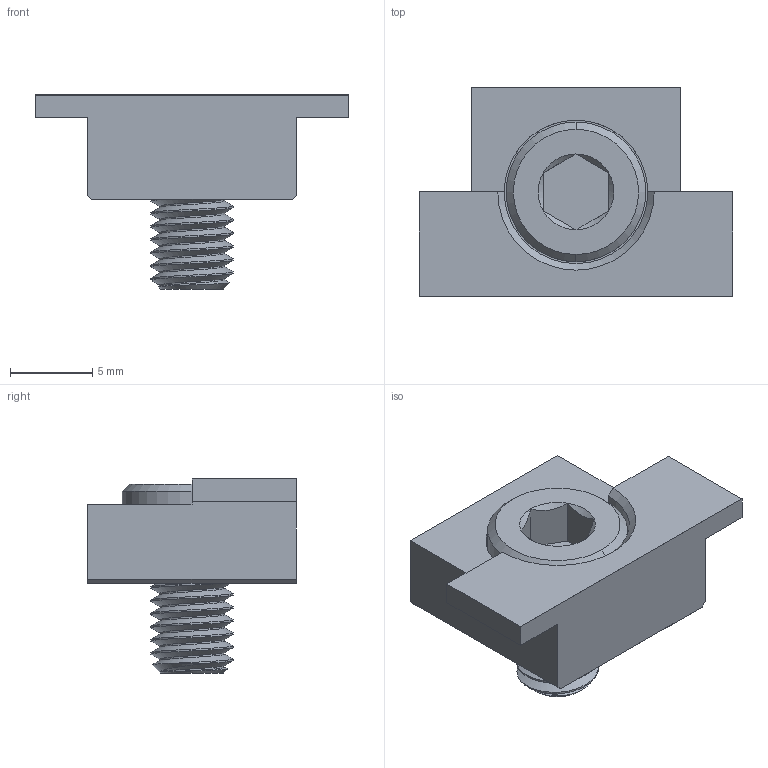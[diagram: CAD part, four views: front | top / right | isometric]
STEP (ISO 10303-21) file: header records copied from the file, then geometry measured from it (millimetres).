
FILE_DESCRIPTION (( 'STEP AP203' ), '1' );
FILE_NAME ('33020.STEP', '2020-03-09T15:07:29', ( 'tkrafton' ), ( 'Microsoft' ), 'SwSTEP 2.0', 'SolidWorks 2018', '' );
FILE_SCHEMA (( 'CONFIG_CONTROL_DESIGN' ));
Length unit declared in the file: inch
Products named in the file (3): 33020; 320201_320201; M58MM LHCS_M58MM LHCS
Assembly tree (2 placements, depth 2):
  33020
    320201_320201
    M58MM LHCS_M58MM LHCS
Bounding box: 19.05 x 12.7 x 11.81 mm (x, y, z)
Volume: 1003.5 mm3; surface area: 1214.5 mm2
Topology: 2 solids, 2 shells, 70 faces, 175 edges, 111 vertices
Faces by surface type: plane 29, cylinder 26, cone 12, bspline 3
Entity records: 4069 total; most frequent: CARTESIAN_POINT 2231, ORIENTED_EDGE 350, DIRECTION 289, EDGE_CURVE 175, VERTEX_POINT 111, AXIS2_PLACEMENT_3D 98, VECTOR 93, LINE 93
